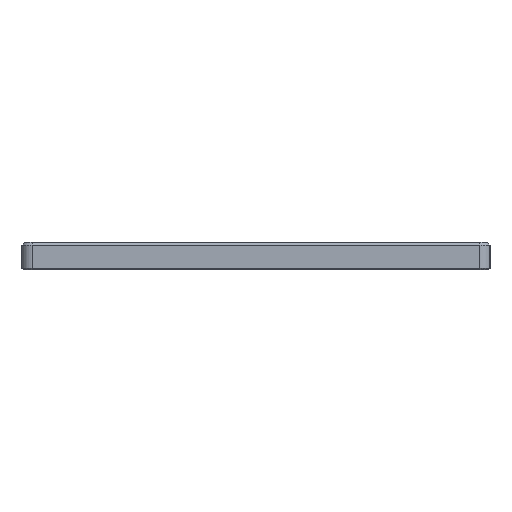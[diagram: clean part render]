
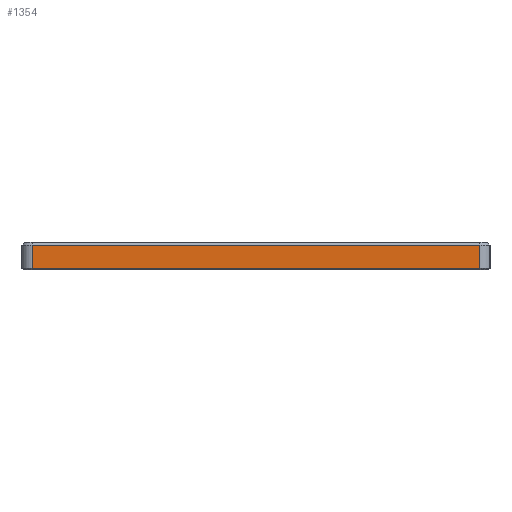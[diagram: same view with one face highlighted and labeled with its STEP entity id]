
A CAD part, left-side view. The second image highlights one B-rep face of the part: STEP entity #1354.
In plain terms, the highlighted planar face has unit normal (-1, 0, 0).
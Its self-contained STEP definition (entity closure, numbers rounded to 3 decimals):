
#88 = CARTESIAN_POINT ( 'NONE',  ( -201.382, 65.032, 2. ) ) ;
#147 = DIRECTION ( 'NONE',  ( 0., 0., 1. ) ) ;
#169 = LINE ( 'NONE', #2692, #1486 ) ;
#777 = VERTEX_POINT ( 'NONE', #3168 ) ;
#920 = DIRECTION ( 'NONE',  ( 0., 0., -1. ) ) ;
#988 = VECTOR ( 'NONE', #1731, 1000. ) ;
#1282 = EDGE_LOOP ( 'NONE', ( #1685, #2840, #3154, #3389 ) ) ;
#1285 = EDGE_CURVE ( 'NONE', #1576, #3311, #169, .T. ) ;
#1324 = CARTESIAN_POINT ( 'NONE',  ( -201.382, 68.032, 2. ) ) ;
#1354 = ADVANCED_FACE ( 'NONE', ( #2433 ), #3232, .T. ) ;
#1486 = VECTOR ( 'NONE', #3589, 1000. ) ;
#1493 = VECTOR ( 'NONE', #1712, 1000. ) ;
#1501 = LINE ( 'NONE', #88, #3045 ) ;
#1576 = VERTEX_POINT ( 'NONE', #2349 ) ;
#1685 = ORIENTED_EDGE ( 'NONE', *, *, #3515, .T. ) ;
#1712 = DIRECTION ( 'NONE',  ( 0., -1., 0. ) ) ;
#1731 = DIRECTION ( 'NONE',  ( 0., 0., 1. ) ) ;
#1853 = DIRECTION ( 'NONE',  ( -1., 0., 0. ) ) ;
#2013 = LINE ( 'NONE', #3131, #988 ) ;
#2113 = VERTEX_POINT ( 'NONE', #3548 ) ;
#2117 = CARTESIAN_POINT ( 'NONE',  ( -201.382, 65.032, 9.191 ) ) ;
#2324 = EDGE_CURVE ( 'NONE', #2113, #777, #2552, .T. ) ;
#2349 = CARTESIAN_POINT ( 'NONE',  ( -201.382, -65.032, 9.191 ) ) ;
#2433 = FACE_OUTER_BOUND ( 'NONE', #1282, .T. ) ;
#2552 = LINE ( 'NONE', #2604, #1493 ) ;
#2554 = AXIS2_PLACEMENT_3D ( 'NONE', #1324, #1853, #147 ) ;
#2604 = CARTESIAN_POINT ( 'NONE',  ( -201.382, -65.032, 2.5 ) ) ;
#2692 = CARTESIAN_POINT ( 'NONE',  ( -201.382, 68.032, 9.191 ) ) ;
#2840 = ORIENTED_EDGE ( 'NONE', *, *, #1285, .T. ) ;
#2879 = EDGE_CURVE ( 'NONE', #3311, #2113, #1501, .T. ) ;
#3045 = VECTOR ( 'NONE', #920, 1000. ) ;
#3131 = CARTESIAN_POINT ( 'NONE',  ( -201.382, -65.032, 2. ) ) ;
#3154 = ORIENTED_EDGE ( 'NONE', *, *, #2879, .T. ) ;
#3168 = CARTESIAN_POINT ( 'NONE',  ( -201.382, -65.032, 2.5 ) ) ;
#3232 = PLANE ( 'NONE',  #2554 ) ;
#3311 = VERTEX_POINT ( 'NONE', #2117 ) ;
#3389 = ORIENTED_EDGE ( 'NONE', *, *, #2324, .T. ) ;
#3515 = EDGE_CURVE ( 'NONE', #777, #1576, #2013, .T. ) ;
#3548 = CARTESIAN_POINT ( 'NONE',  ( -201.382, 65.032, 2.5 ) ) ;
#3589 = DIRECTION ( 'NONE',  ( 0., 1., 0. ) ) ;
